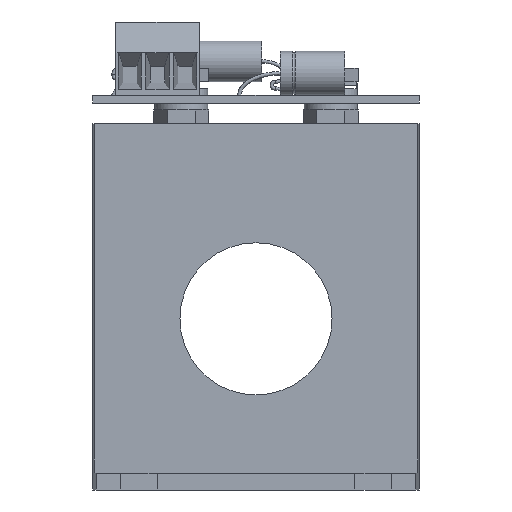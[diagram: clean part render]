
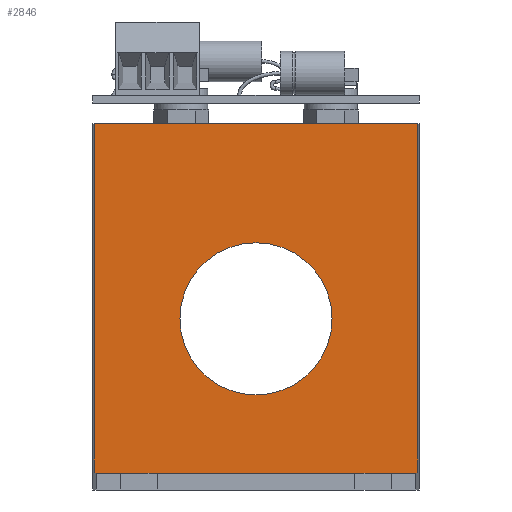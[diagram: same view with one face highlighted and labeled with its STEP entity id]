
A CAD part, left-side view. The second image highlights one B-rep face of the part: STEP entity #2846.
In plain terms, the highlighted planar face has unit normal (-1, 0, 0).
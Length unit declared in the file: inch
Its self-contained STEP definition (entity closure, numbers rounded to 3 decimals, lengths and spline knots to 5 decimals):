
#207=LINE($,#5225,#528);
#210=LINE($,#5231,#531);
#211=LINE($,#5233,#532);
#212=LINE($,#5234,#533);
#528=VECTOR($,#3600,2.38075);
#531=VECTOR($,#3605,2.5725);
#532=VECTOR($,#3606,2.38075);
#533=VECTOR($,#3607,2.5725);
#717=FACE_BOUND($,#1056,.T.);
#851=FACE_OUTER_BOUND($,#1055,.T.);
#1055=EDGE_LOOP($,(#2303,#2304,#2305,#2306));
#1056=EDGE_LOOP($,(#2307));
#1160=CIRCLE($,#3055,0.56);
#1333=VERTEX_POINT($,#5222);
#1334=VERTEX_POINT($,#5224);
#1336=VERTEX_POINT($,#5230);
#1337=VERTEX_POINT($,#5232);
#1338=VERTEX_POINT($,#5235);
#1670=EDGE_CURVE($,#1334,#1333,#207,.T.);
#1673=EDGE_CURVE($,#1333,#1336,#210,.T.);
#1674=EDGE_CURVE($,#1337,#1336,#211,.T.);
#1675=EDGE_CURVE($,#1337,#1334,#212,.T.);
#1676=EDGE_CURVE($,#1338,#1338,#1160,.T.);
#2303=ORIENTED_EDGE($,*,*,#1670,.T.);
#2304=ORIENTED_EDGE($,*,*,#1673,.T.);
#2305=ORIENTED_EDGE($,*,*,#1674,.F.);
#2306=ORIENTED_EDGE($,*,*,#1675,.T.);
#2307=ORIENTED_EDGE($,*,*,#1676,.T.);
#2682=PLANE($,#3054);
#2846=ADVANCED_FACE($,(#851,#717),#2682,.T.);
#3054=AXIS2_PLACEMENT_3D($,#5229,#3603,#3604);
#3055=AXIS2_PLACEMENT_3D($,#5236,#3608,#3609);
#3600=DIRECTION($,(0.,1.,0.));
#3603=DIRECTION('center_axis',(-1.,0.,0.));
#3604=DIRECTION('ref_axis',(0.,0.,1.));
#3605=DIRECTION($,(0.,0.,-1.));
#3606=DIRECTION($,(0.,1.,0.));
#3607=DIRECTION($,(0.,0.,1.));
#3608=DIRECTION('center_axis',(1.,0.,0.));
#3609=DIRECTION('ref_axis',(0.,0.581,0.814));
#5222=CARTESIAN_POINT('',(16.74853,30.79216,6.0725));
#5224=CARTESIAN_POINT('',(16.74853,28.41141,6.0725));
#5225=CARTESIAN_POINT($,(16.74853,28.41141,6.0725));
#5229=CARTESIAN_POINT('Origin',(16.74853,29.60178,6.0725));
#5230=CARTESIAN_POINT('',(16.74853,30.79216,3.5));
#5231=CARTESIAN_POINT($,(16.74853,30.79216,6.0725));
#5232=CARTESIAN_POINT('',(16.74853,28.41141,3.5));
#5233=CARTESIAN_POINT($,(16.74853,28.41141,3.5));
#5234=CARTESIAN_POINT($,(16.74853,28.41141,3.5));
#5235=CARTESIAN_POINT('',(16.74853,29.60178,5.195));
#5236=CARTESIAN_POINT('Origin',(16.74853,29.60178,4.635));
